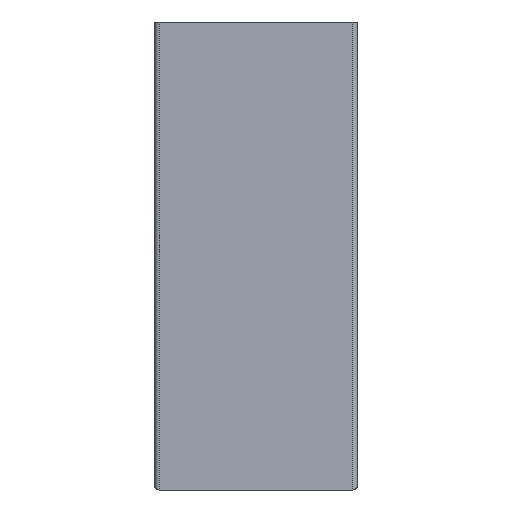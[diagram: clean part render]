
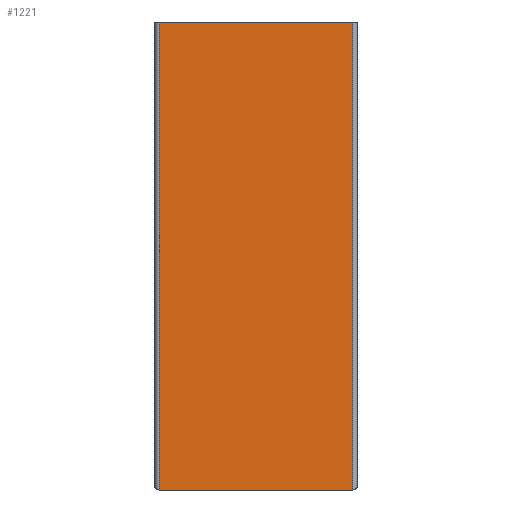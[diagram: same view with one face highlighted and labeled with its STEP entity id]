
A CAD part, left-side view. The second image highlights one B-rep face of the part: STEP entity #1221.
In plain terms, the highlighted planar face has unit normal (-1, 0, 0).
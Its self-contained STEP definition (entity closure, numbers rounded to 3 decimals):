
#15 = CARTESIAN_POINT ( 'NONE',  ( 0., -62., 300. ) ) ;
#123 = VECTOR ( 'NONE', #2072, 1000. ) ;
#147 = LINE ( 'NONE', #2540, #123 ) ;
#197 = CARTESIAN_POINT ( 'NONE',  ( 0., 62., 0. ) ) ;
#683 = AXIS2_PLACEMENT_3D ( 'NONE', #2111, #2043, #2042 ) ;
#1026 = CARTESIAN_POINT ( 'NONE',  ( 0., -62., 0. ) ) ;
#1137 = CARTESIAN_POINT ( 'NONE',  ( 0., -65., 300. ) ) ;
#1141 = EDGE_CURVE ( 'NONE', #2035, #1550, #2063, .T. ) ;
#1180 = EDGE_CURVE ( 'NONE', #3251, #1550, #1984, .T. ) ;
#1194 = DIRECTION ( 'NONE',  ( 0., 1., 0. ) ) ;
#1221 = ADVANCED_FACE ( 'NONE', ( #1950 ), #2126, .F. ) ;
#1502 = EDGE_CURVE ( 'NONE', #2035, #3297, #1752, .T. ) ;
#1550 = VERTEX_POINT ( 'NONE', #1026 ) ;
#1752 = LINE ( 'NONE', #1137, #1785 ) ;
#1785 = VECTOR ( 'NONE', #1194, 1000. ) ;
#1887 = ORIENTED_EDGE ( 'NONE', *, *, #1141, .F. ) ;
#1923 = CARTESIAN_POINT ( 'NONE',  ( 0., 62., 300. ) ) ;
#1950 = FACE_OUTER_BOUND ( 'NONE', #3434, .T. ) ;
#1984 = LINE ( 'NONE', #2287, #2014 ) ;
#2014 = VECTOR ( 'NONE', #2282, 1000. ) ;
#2024 = VECTOR ( 'NONE', #2399, 1000. ) ;
#2035 = VERTEX_POINT ( 'NONE', #15 ) ;
#2042 = DIRECTION ( 'NONE',  ( 0., 0., -1. ) ) ;
#2043 = DIRECTION ( 'NONE',  ( 1., 0., 0. ) ) ;
#2063 = LINE ( 'NONE', #2463, #2024 ) ;
#2072 = DIRECTION ( 'NONE',  ( 0., 0., -1. ) ) ;
#2111 = CARTESIAN_POINT ( 'NONE',  ( 0., -62., 2000. ) ) ;
#2126 = PLANE ( 'NONE',  #683 ) ;
#2282 = DIRECTION ( 'NONE',  ( 0., -1., 0. ) ) ;
#2287 = CARTESIAN_POINT ( 'NONE',  ( 0., -62., 0. ) ) ;
#2379 = ORIENTED_EDGE ( 'NONE', *, *, #3606, .T. ) ;
#2399 = DIRECTION ( 'NONE',  ( 0., 0., -1. ) ) ;
#2463 = CARTESIAN_POINT ( 'NONE',  ( 0., -62., 2000. ) ) ;
#2540 = CARTESIAN_POINT ( 'NONE',  ( 0., 62., 2000. ) ) ;
#2722 = ORIENTED_EDGE ( 'NONE', *, *, #1502, .T. ) ;
#2815 = ORIENTED_EDGE ( 'NONE', *, *, #1180, .T. ) ;
#3251 = VERTEX_POINT ( 'NONE', #197 ) ;
#3297 = VERTEX_POINT ( 'NONE', #1923 ) ;
#3434 = EDGE_LOOP ( 'NONE', ( #1887, #2722, #2379, #2815 ) ) ;
#3606 = EDGE_CURVE ( 'NONE', #3297, #3251, #147, .T. ) ;
